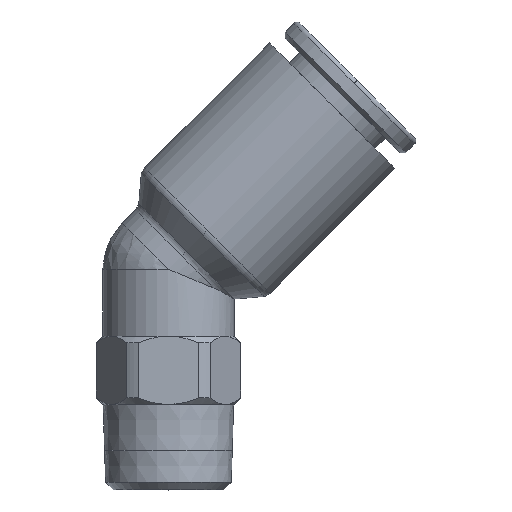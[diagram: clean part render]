
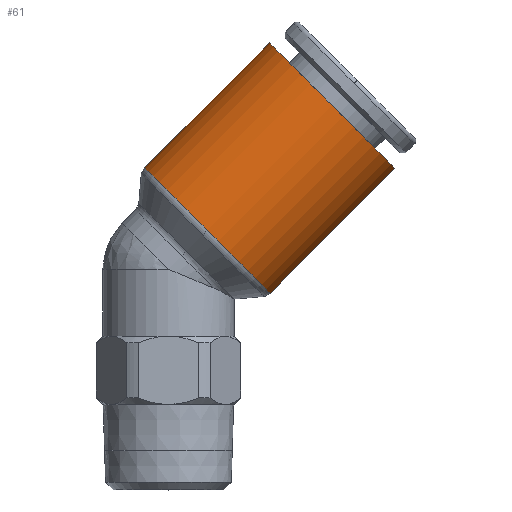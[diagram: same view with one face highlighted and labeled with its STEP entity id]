
A CAD part, top view. The second image highlights one B-rep face of the part: STEP entity #61.
In plain terms, the highlighted cylindrical face has radius 6.75 mm (diameter 13.5 mm), a partial arc.
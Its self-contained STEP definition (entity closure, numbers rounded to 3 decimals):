
#61=ADVANCED_FACE('',(#150),#151,.T.);
#150=FACE_OUTER_BOUND('',#304,.T.);
#151=CYLINDRICAL_SURFACE('',#305,6.75);
#304=EDGE_LOOP('',(#539,#540,#541,#542,#543));
#305=AXIS2_PLACEMENT_3D('',#544,#545,#546);
#539=ORIENTED_EDGE('',*,*,#1050,.F.);
#540=ORIENTED_EDGE('',*,*,#1051,.T.);
#541=ORIENTED_EDGE('',*,*,#1052,.T.);
#542=ORIENTED_EDGE('',*,*,#1053,.F.);
#543=ORIENTED_EDGE('',*,*,#1054,.F.);
#544=CARTESIAN_POINT('',(7.725,18.025,0.0));
#545=DIRECTION('',(0.707,0.707,0.0));
#546=DIRECTION('',(-0.707,0.707,0.0));
#1050=EDGE_CURVE('',#1271,#1272,#1273,.T.);
#1051=EDGE_CURVE('',#1271,#1274,#1275,.T.);
#1052=EDGE_CURVE('',#1274,#1276,#1277,.T.);
#1053=EDGE_CURVE('',#1278,#1276,#1279,.T.);
#1054=EDGE_CURVE('',#1272,#1278,#1280,.T.);
#1271=VERTEX_POINT('',#1681);
#1272=VERTEX_POINT('',#1682);
#1273=LINE('',#1683,#1684);
#1274=VERTEX_POINT('',#1685);
#1275=CIRCLE('',#1686,6.75);
#1276=VERTEX_POINT('',#1687);
#1277=CIRCLE('',#1688,6.75);
#1278=VERTEX_POINT('',#1689);
#1279=LINE('',#1690,#1691);
#1280=CIRCLE('',#1692,6.75);
#1681=CARTESIAN_POINT('',(-1.803,18.043,0.0));
#1682=CARTESIAN_POINT('',(7.707,27.553,0.0));
#1683=CARTESIAN_POINT('',(2.952,22.798,0.));
#1684=VECTOR('',#2265,1.0);
#1685=CARTESIAN_POINT('',(2.97,13.27,6.75));
#1686=AXIS2_PLACEMENT_3D('',#2266,#2267,#2268);
#1687=CARTESIAN_POINT('',(7.743,8.497,0.));
#1688=AXIS2_PLACEMENT_3D('',#2269,#2270,#2271);
#1689=CARTESIAN_POINT('',(17.253,18.007,0.));
#1690=CARTESIAN_POINT('',(12.498,13.252,0.));
#1691=VECTOR('',#2272,1.0);
#1692=AXIS2_PLACEMENT_3D('',#2273,#2274,#2275);
#2265=DIRECTION('',(0.707,0.707,0.0));
#2266=CARTESIAN_POINT('',(2.97,13.27,0.0));
#2267=DIRECTION('',(0.707,0.707,0.0));
#2268=DIRECTION('',(-0.707,0.707,0.0));
#2269=CARTESIAN_POINT('',(2.97,13.27,0.0));
#2270=DIRECTION('',(0.707,0.707,0.0));
#2271=DIRECTION('',(-0.707,0.707,0.0));
#2272=DIRECTION('',(-0.707,-0.707,-0.0));
#2273=CARTESIAN_POINT('',(12.48,22.78,0.0));
#2274=DIRECTION('',(0.707,0.707,0.0));
#2275=DIRECTION('',(-0.707,0.707,0.0));
